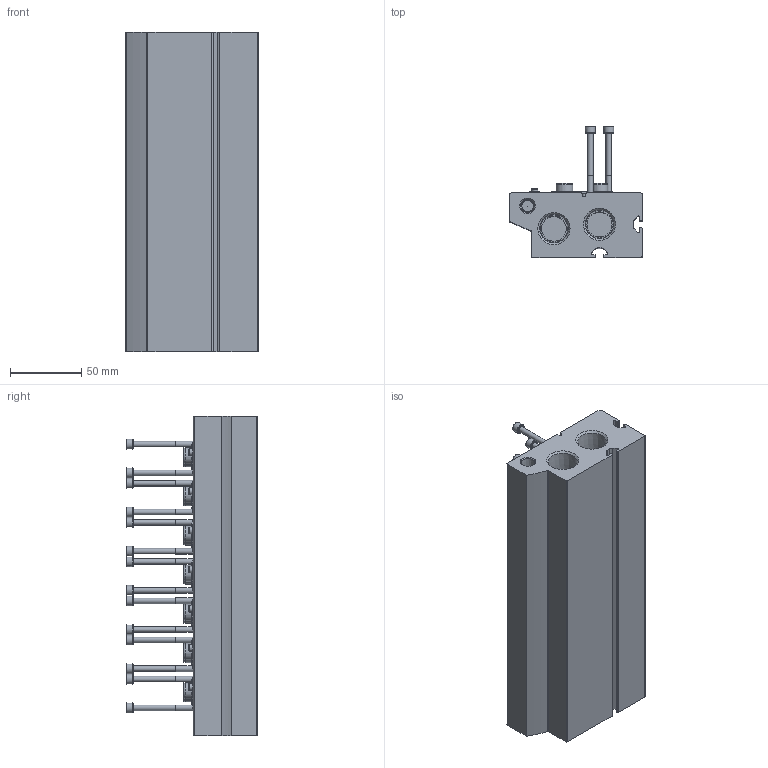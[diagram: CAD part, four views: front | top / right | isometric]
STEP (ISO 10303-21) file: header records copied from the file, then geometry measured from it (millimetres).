
FILE_DESCRIPTION(/* description */ ('STEP AP214'),/* implementation_level */ '2;1');
FILE_NAME(/* name */ '8026293_VABM-B10-25E-N12-7-P3',/* time_stamp */ '2024-09-15T21:51:41+02:00',/* author */ ('License CC BY-ND 4.0'),/* organization */ ('CADENAS'),/* preprocessor_version */ 'ST-DEVELOPER v19.3',/* originating_system */ 'PARTsolutions',/* authorisation */ ' ');
FILE_SCHEMA (('AUTOMOTIVE_DESIGN {1 0 10303 214 3 1 1}'));
Length unit declared in the file: millimetre
Products named in the file (7): 8026293 VABM-B10-25E-N12-7-P3; 8026293 VABM-B10-25E-N12-7-P3---(M); 1841565 VUVS-G14-2---(S); 2833735 F-M4x50-10.9; 1743809 VUVS-M5---(S); 31785 B-1/2-NPT---(Plug); 173985 B-1/8-NPT---(Plug)
Assembly tree (32 placements, depth 2):
  8026293 VABM-B10-25E-N12-7-P3
    8026293 VABM-B10-25E-N12-7-P3---(M)
    1841565 VUVS-G14-2---(S)  x7
    2833735 F-M4x50-10.9  x14
    1743809 VUVS-M5---(S)  x7
    31785 B-1/2-NPT---(Plug)  x2
    173985 B-1/8-NPT---(Plug)
Bounding box: 93 x 91.8 x 224.5 mm (x, y, z)
Volume: 728441.3 mm3; surface area: 150271.5 mm2
Topology: 32 solids, 32 shells, 1251 faces, 2962 edges, 1878 vertices
Faces by surface type: plane 593, cylinder 364, cone 238, torus 56
Full cylindrical faces by diameter (mm): 2.9 x7, 3.242 x15, 3.5 x1, 3.9 x14, 4 x14, 4.134 x3, 4.2 x7, 4.366 x1, 4.6 x7, 5.5 x4, 6.1 x7, 7 x28, 8.2 x1, 8.6 x14, 9 x7, 9.525 x2, 11.6 x14, 14.6 x14, 17.6 x2
Entity records: 10737 total; most frequent: CARTESIAN_POINT 2066, DIRECTION 1822, ORIENTED_EDGE 1454, EDGE_CURVE 727, AXIS2_PLACEMENT_3D 727, FACE_BOUND 625, EDGE_LOOP 604, VERTEX_POINT 562
